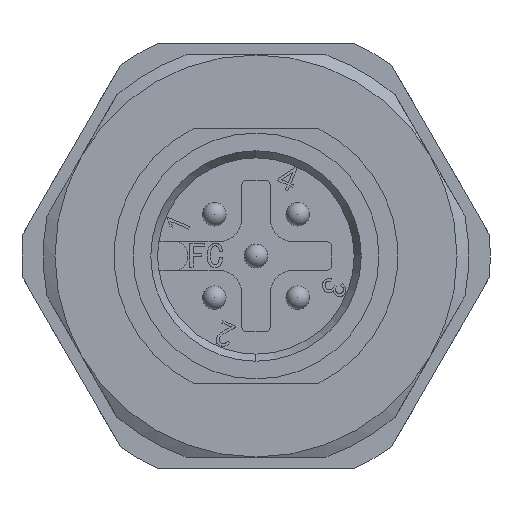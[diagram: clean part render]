
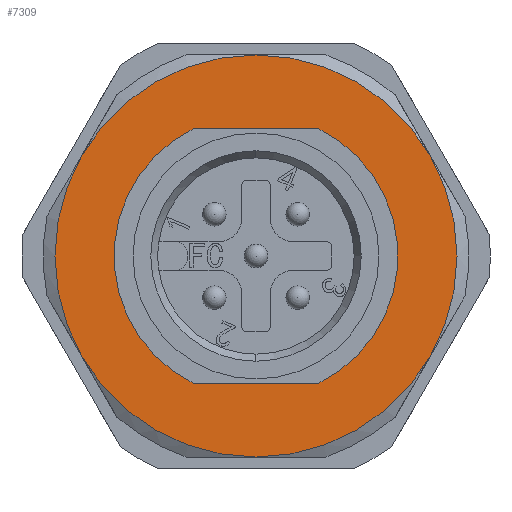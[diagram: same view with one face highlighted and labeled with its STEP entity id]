
A CAD part, left-side view. The second image highlights one B-rep face of the part: STEP entity #7309.
In plain terms, the highlighted planar face has unit normal (-1, 0, 0).
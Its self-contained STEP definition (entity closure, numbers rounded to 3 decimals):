
#21 = DIRECTION ( 'NONE',  ( -1., 0., 0. ) ) ;
#557 = ORIENTED_EDGE ( 'NONE', *, *, #1102, .T. ) ;
#566 = AXIS2_PLACEMENT_3D ( 'NONE', #2242, #2136, #2124 ) ;
#744 = CARTESIAN_POINT ( 'NONE',  ( 11., 7.361, 4.25 ) ) ;
#747 = DIRECTION ( 'NONE',  ( 0., 0., 1. ) ) ;
#760 = DIRECTION ( 'NONE',  ( -1., 0., 0. ) ) ;
#763 = CARTESIAN_POINT ( 'NONE',  ( 11., 0., 0. ) ) ;
#994 = CARTESIAN_POINT ( 'NONE',  ( 11., 0., 0. ) ) ;
#1102 = EDGE_CURVE ( 'NONE', #4915, #3943, #3715, .T. ) ;
#1471 = ORIENTED_EDGE ( 'NONE', *, *, #1532, .T. ) ;
#1532 = EDGE_CURVE ( 'NONE', #3943, #7204, #7980, .T. ) ;
#1601 = VERTEX_POINT ( 'NONE', #3944 ) ;
#1652 = EDGE_CURVE ( 'NONE', #3220, #4915, #6476, .T. ) ;
#1840 = DIRECTION ( 'NONE',  ( -1., 0., 0. ) ) ;
#1846 = FACE_BOUND ( 'NONE', #3579, .T. ) ;
#1948 = CARTESIAN_POINT ( 'NONE',  ( 11., 0., 0. ) ) ;
#1957 = DIRECTION ( 'NONE',  ( -1., 0., 0. ) ) ;
#1968 = DIRECTION ( 'NONE',  ( 0., 0., 1. ) ) ;
#2001 = DIRECTION ( 'NONE',  ( 0., 0., 1. ) ) ;
#2083 = AXIS2_PLACEMENT_3D ( 'NONE', #994, #1840, #2001 ) ;
#2124 = DIRECTION ( 'NONE',  ( 0., 0., -1. ) ) ;
#2136 = DIRECTION ( 'NONE',  ( 1., 0., 0. ) ) ;
#2192 = PLANE ( 'NONE',  #566 ) ;
#2242 = CARTESIAN_POINT ( 'NONE',  ( 11., 0., -5.4 ) ) ;
#2547 = CIRCLE ( 'NONE', #2911, 8.5 ) ;
#2562 = AXIS2_PLACEMENT_3D ( 'NONE', #3666, #3735, #3726 ) ;
#2615 = EDGE_CURVE ( 'NONE', #7204, #6818, #5827, .T. ) ;
#2725 = EDGE_CURVE ( 'NONE', #7891, #3220, #6607, .T. ) ;
#2762 = DIRECTION ( 'NONE',  ( 0., 0., 1. ) ) ;
#2774 = DIRECTION ( 'NONE',  ( -1., 0., 0. ) ) ;
#2784 = CARTESIAN_POINT ( 'NONE',  ( 11., 0., 0. ) ) ;
#2838 = ORIENTED_EDGE ( 'NONE', *, *, #2615, .T. ) ;
#2863 = CARTESIAN_POINT ( 'NONE',  ( 11., 0., 8.5 ) ) ;
#2911 = AXIS2_PLACEMENT_3D ( 'NONE', #763, #760, #747 ) ;
#3128 = CARTESIAN_POINT ( 'NONE',  ( 11., -7.361, -4.25 ) ) ;
#3158 = DIRECTION ( 'NONE',  ( 0., 0., 1. ) ) ;
#3161 = DIRECTION ( 'NONE',  ( -1., 0., 0. ) ) ;
#3169 = CARTESIAN_POINT ( 'NONE',  ( 11., 0., 0. ) ) ;
#3220 = VERTEX_POINT ( 'NONE', #7718 ) ;
#3464 = VERTEX_POINT ( 'NONE', #5098 ) ;
#3500 = DIRECTION ( 'NONE',  ( -1., 0., 0. ) ) ;
#3510 = CARTESIAN_POINT ( 'NONE',  ( 11., 0., 0. ) ) ;
#3525 = DIRECTION ( 'NONE',  ( 0., 0., 1. ) ) ;
#3579 = EDGE_LOOP ( 'NONE', ( #4395, #4183 ) ) ;
#3666 = CARTESIAN_POINT ( 'NONE',  ( 11., 0., 0. ) ) ;
#3715 = CIRCLE ( 'NONE', #7183, 8.5 ) ;
#3726 = DIRECTION ( 'NONE',  ( 0., 0., 1. ) ) ;
#3735 = DIRECTION ( 'NONE',  ( -1., 0., 0. ) ) ;
#3818 = CIRCLE ( 'NONE', #2562, 5.4 ) ;
#3943 = VERTEX_POINT ( 'NONE', #744 ) ;
#3944 = CARTESIAN_POINT ( 'NONE',  ( 11., 0., 5.4 ) ) ;
#4128 = CARTESIAN_POINT ( 'NONE',  ( 11., 7.361, -4.25 ) ) ;
#4183 = ORIENTED_EDGE ( 'NONE', *, *, #5559, .F. ) ;
#4395 = ORIENTED_EDGE ( 'NONE', *, *, #5984, .F. ) ;
#4455 = ORIENTED_EDGE ( 'NONE', *, *, #2725, .T. ) ;
#4915 = VERTEX_POINT ( 'NONE', #2863 ) ;
#5098 = CARTESIAN_POINT ( 'NONE',  ( 11., 0., -5.4 ) ) ;
#5182 = EDGE_CURVE ( 'NONE', #6818, #7891, #2547, .T. ) ;
#5396 = CIRCLE ( 'NONE', #2083, 5.4 ) ;
#5510 = AXIS2_PLACEMENT_3D ( 'NONE', #2784, #2774, #2762 ) ;
#5559 = EDGE_CURVE ( 'NONE', #3464, #1601, #3818, .T. ) ;
#5569 = AXIS2_PLACEMENT_3D ( 'NONE', #3169, #3161, #3158 ) ;
#5827 = CIRCLE ( 'NONE', #5569, 8.5 ) ;
#5984 = EDGE_CURVE ( 'NONE', #1601, #3464, #5396, .T. ) ;
#6180 = CARTESIAN_POINT ( 'NONE',  ( 11., 0., 0. ) ) ;
#6411 = ORIENTED_EDGE ( 'NONE', *, *, #5182, .T. ) ;
#6476 = CIRCLE ( 'NONE', #6621, 8.5 ) ;
#6538 = ORIENTED_EDGE ( 'NONE', *, *, #1652, .T. ) ;
#6607 = CIRCLE ( 'NONE', #5510, 8.5 ) ;
#6621 = AXIS2_PLACEMENT_3D ( 'NONE', #3510, #3500, #3525 ) ;
#6716 = AXIS2_PLACEMENT_3D ( 'NONE', #6180, #21, #8431 ) ;
#6818 = VERTEX_POINT ( 'NONE', #8455 ) ;
#7034 = EDGE_LOOP ( 'NONE', ( #2838, #6411, #4455, #6538, #557, #1471 ) ) ;
#7183 = AXIS2_PLACEMENT_3D ( 'NONE', #1948, #1957, #1968 ) ;
#7204 = VERTEX_POINT ( 'NONE', #4128 ) ;
#7309 = ADVANCED_FACE ( 'NONE', ( #1846, #7655 ), #2192, .F. ) ;
#7655 = FACE_OUTER_BOUND ( 'NONE', #7034, .T. ) ;
#7718 = CARTESIAN_POINT ( 'NONE',  ( 11., -7.361, 4.25 ) ) ;
#7891 = VERTEX_POINT ( 'NONE', #3128 ) ;
#7980 = CIRCLE ( 'NONE', #6716, 8.5 ) ;
#8431 = DIRECTION ( 'NONE',  ( 0., 0., 1. ) ) ;
#8455 = CARTESIAN_POINT ( 'NONE',  ( 11., 0., -8.5 ) ) ;
